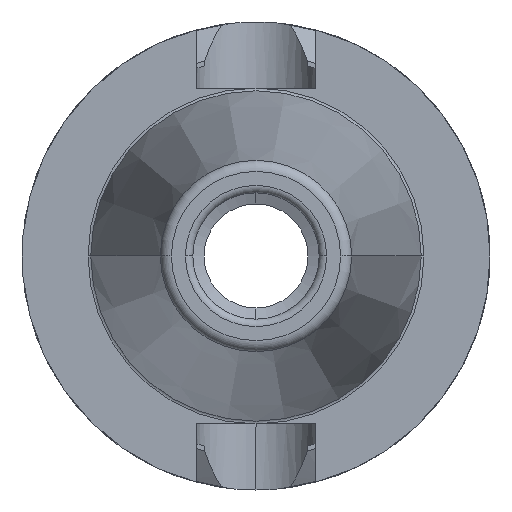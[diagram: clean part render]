
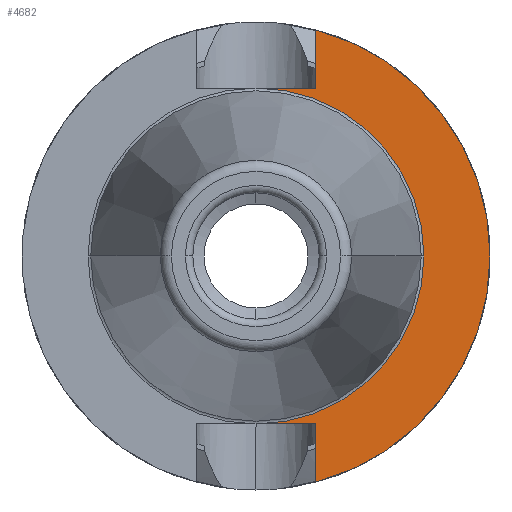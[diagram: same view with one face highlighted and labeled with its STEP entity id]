
A CAD part, left-side view. The second image highlights one B-rep face of the part: STEP entity #4682.
In plain terms, the highlighted planar face has unit normal (-1, 0, 0).
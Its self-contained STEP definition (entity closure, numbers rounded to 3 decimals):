
#1 = CARTESIAN_POINT ( 'NONE',  ( 67.4, -8.05, -30.454 ) ) ;
#38 = VERTEX_POINT ( 'NONE', #2124 ) ;
#60 = CARTESIAN_POINT ( 'NONE',  ( 67.4, -22.6, 0. ) ) ;
#272 = CARTESIAN_POINT ( 'NONE',  ( 67.4, 8.05, 22.6 ) ) ;
#323 = DIRECTION ( 'NONE',  ( 0., -1., 0. ) ) ;
#359 = EDGE_CURVE ( 'NONE', #38, #1984, #5184, .T. ) ;
#443 = LINE ( 'NONE', #272, #1281 ) ;
#682 = DIRECTION ( 'NONE',  ( 0., 1., 0. ) ) ;
#714 = EDGE_CURVE ( 'NONE', #4303, #1349, #2102, .T. ) ;
#781 = CARTESIAN_POINT ( 'NONE',  ( 67.4, -8.05, -22.6 ) ) ;
#797 = DIRECTION ( 'NONE',  ( -1., 0., 0. ) ) ;
#1250 = VERTEX_POINT ( 'NONE', #781 ) ;
#1281 = VECTOR ( 'NONE', #2397, 1000. ) ;
#1283 = CARTESIAN_POINT ( 'NONE',  ( 67.4, -8.05, 30.454 ) ) ;
#1302 = CARTESIAN_POINT ( 'NONE',  ( 67.4, 0., 22.6 ) ) ;
#1349 = VERTEX_POINT ( 'NONE', #4848 ) ;
#1359 = VERTEX_POINT ( 'NONE', #1283 ) ;
#1368 = EDGE_CURVE ( 'NONE', #38, #1250, #2668, .T. ) ;
#1378 = EDGE_CURVE ( 'NONE', #4303, #1250, #6378, .T. ) ;
#1390 = EDGE_CURVE ( 'NONE', #1349, #1359, #5359, .T. ) ;
#1399 = EDGE_CURVE ( 'NONE', #1359, #1624, #2966, .T. ) ;
#1400 = EDGE_CURVE ( 'NONE', #1587, #1624, #443, .T. ) ;
#1416 = EDGE_CURVE ( 'NONE', #1984, #1587, #5474, .T. ) ;
#1457 = VECTOR ( 'NONE', #4897, 1000. ) ;
#1556 = VECTOR ( 'NONE', #4917, 1000. ) ;
#1557 = ORIENTED_EDGE ( 'NONE', *, *, #1378, .F. ) ;
#1587 = VERTEX_POINT ( 'NONE', #1302 ) ;
#1620 = EDGE_LOOP ( 'NONE', ( #3538, #1557, #6130, #4022, #2031, #2661, #4482, #2513 ) ) ;
#1624 = VERTEX_POINT ( 'NONE', #6445 ) ;
#1753 = DIRECTION ( 'NONE',  ( -1., 0., 0. ) ) ;
#1820 = CARTESIAN_POINT ( 'NONE',  ( 67.4, 8.05, -22.6 ) ) ;
#1984 = VERTEX_POINT ( 'NONE', #60 ) ;
#2031 = ORIENTED_EDGE ( 'NONE', *, *, #1399, .T. ) ;
#2102 = CIRCLE ( 'NONE', #4282, 31.5 ) ;
#2107 = AXIS2_PLACEMENT_3D ( 'NONE', #6460, #3480, #323 ) ;
#2124 = CARTESIAN_POINT ( 'NONE',  ( 67.4, 0., -22.6 ) ) ;
#2256 = PLANE ( 'NONE',  #6555 ) ;
#2274 = DIRECTION ( 'NONE',  ( -1., 0., 0. ) ) ;
#2397 = DIRECTION ( 'NONE',  ( 0., -1., 0. ) ) ;
#2513 = ORIENTED_EDGE ( 'NONE', *, *, #359, .F. ) ;
#2645 = FACE_OUTER_BOUND ( 'NONE', #1620, .T. ) ;
#2661 = ORIENTED_EDGE ( 'NONE', *, *, #1400, .F. ) ;
#2668 = LINE ( 'NONE', #1820, #6543 ) ;
#2902 = CARTESIAN_POINT ( 'NONE',  ( 67.4, -8.05, 42.6 ) ) ;
#2966 = LINE ( 'NONE', #2902, #1556 ) ;
#3480 = DIRECTION ( 'NONE',  ( -1., 0., 0. ) ) ;
#3538 = ORIENTED_EDGE ( 'NONE', *, *, #1368, .T. ) ;
#3664 = AXIS2_PLACEMENT_3D ( 'NONE', #3934, #797, #4425 ) ;
#3821 = DIRECTION ( 'NONE',  ( 1., 0., 0. ) ) ;
#3915 = DIRECTION ( 'NONE',  ( 0., -1., 0. ) ) ;
#3934 = CARTESIAN_POINT ( 'NONE',  ( 67.4, 0., 0. ) ) ;
#4022 = ORIENTED_EDGE ( 'NONE', *, *, #1390, .T. ) ;
#4282 = AXIS2_PLACEMENT_3D ( 'NONE', #4811, #1753, #5311 ) ;
#4303 = VERTEX_POINT ( 'NONE', #1 ) ;
#4327 = AXIS2_PLACEMENT_3D ( 'NONE', #5302, #2274, #5812 ) ;
#4425 = DIRECTION ( 'NONE',  ( 0., -1., 0. ) ) ;
#4482 = ORIENTED_EDGE ( 'NONE', *, *, #1416, .F. ) ;
#4682 = ADVANCED_FACE ( 'NONE', ( #2645 ), #2256, .F. ) ;
#4811 = CARTESIAN_POINT ( 'NONE',  ( 67.4, 0., 0. ) ) ;
#4848 = CARTESIAN_POINT ( 'NONE',  ( 67.4, -31.5, 0. ) ) ;
#4897 = DIRECTION ( 'NONE',  ( 0., 0., 1. ) ) ;
#4917 = DIRECTION ( 'NONE',  ( 0., 0., -1. ) ) ;
#5184 = CIRCLE ( 'NONE', #2107, 22.6 ) ;
#5302 = CARTESIAN_POINT ( 'NONE',  ( 67.4, 0., 0. ) ) ;
#5311 = DIRECTION ( 'NONE',  ( 0., -1., 0. ) ) ;
#5359 = CIRCLE ( 'NONE', #3664, 31.5 ) ;
#5474 = CIRCLE ( 'NONE', #4327, 22.6 ) ;
#5794 = CARTESIAN_POINT ( 'NONE',  ( 67.4, 22.6, 0. ) ) ;
#5812 = DIRECTION ( 'NONE',  ( 0., -1., 0. ) ) ;
#6130 = ORIENTED_EDGE ( 'NONE', *, *, #714, .T. ) ;
#6378 = LINE ( 'NONE', #6381, #1457 ) ;
#6381 = CARTESIAN_POINT ( 'NONE',  ( 67.4, -8.05, -42.6 ) ) ;
#6445 = CARTESIAN_POINT ( 'NONE',  ( 67.4, -8.05, 22.6 ) ) ;
#6460 = CARTESIAN_POINT ( 'NONE',  ( 67.4, 0., 0. ) ) ;
#6543 = VECTOR ( 'NONE', #3915, 1000. ) ;
#6555 = AXIS2_PLACEMENT_3D ( 'NONE', #5794, #3821, #682 ) ;
